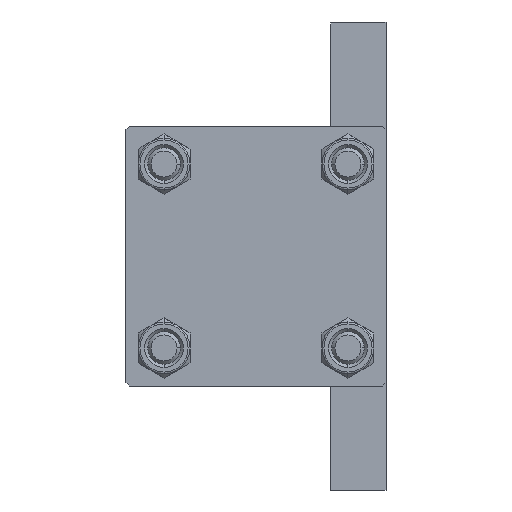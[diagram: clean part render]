
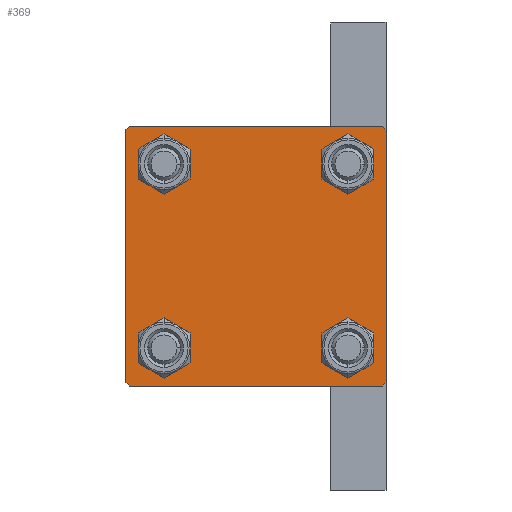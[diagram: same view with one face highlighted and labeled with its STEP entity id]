
A CAD part, left-side view. The second image highlights one B-rep face of the part: STEP entity #369.
In plain terms, the highlighted planar face has unit normal (-1, 0, 0).
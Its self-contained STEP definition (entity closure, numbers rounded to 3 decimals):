
#369 = ADVANCED_FACE ( 'NONE', ( #44591, #3986, #22024, #18887, #25397 ), #11688, .T. ) ;
#477 = EDGE_CURVE ( 'NONE', #20840, #44069, #8803, .T. ) ;
#1045 = AXIS2_PLACEMENT_3D ( 'NONE', #20703, #32502, #46205 ) ;
#1843 = CARTESIAN_POINT ( 'NONE',  ( 0., -14.15, -11.15 ) ) ;
#2098 = ORIENTED_EDGE ( 'NONE', *, *, #16238, .T. ) ;
#2175 = EDGE_CURVE ( 'NONE', #13105, #43760, #21328, .T. ) ;
#3154 = CIRCLE ( 'NONE', #1045, 3. ) ;
#3486 = DIRECTION ( 'NONE',  ( 0., 0.707, 0.707 ) ) ;
#3518 = ORIENTED_EDGE ( 'NONE', *, *, #9329, .T. ) ;
#3986 = FACE_BOUND ( 'NONE', #21733, .T. ) ;
#4046 = CARTESIAN_POINT ( 'NONE',  ( 0., 19.5, 20. ) ) ;
#5224 = DIRECTION ( 'NONE',  ( 1., 0., 0. ) ) ;
#5987 = DIRECTION ( 'NONE',  ( 0., 0., -1. ) ) ;
#6441 = VERTEX_POINT ( 'NONE', #16636 ) ;
#6501 = EDGE_CURVE ( 'NONE', #27465, #44810, #3154, .T. ) ;
#6978 = DIRECTION ( 'NONE',  ( 1., 0., 0. ) ) ;
#8360 = ORIENTED_EDGE ( 'NONE', *, *, #31394, .T. ) ;
#8400 = ORIENTED_EDGE ( 'NONE', *, *, #477, .F. ) ;
#8480 = DIRECTION ( 'NONE',  ( 1., 0., 0. ) ) ;
#8803 = LINE ( 'NONE', #19835, #30421 ) ;
#8930 = VECTOR ( 'NONE', #10567, 1000. ) ;
#9250 = CIRCLE ( 'NONE', #15370, 3. ) ;
#9329 = EDGE_CURVE ( 'NONE', #6441, #44069, #21751, .T. ) ;
#9625 = CARTESIAN_POINT ( 'NONE',  ( 0., 19.5, -20. ) ) ;
#9714 = VECTOR ( 'NONE', #20799, 1000. ) ;
#9740 = LINE ( 'NONE', #46742, #14771 ) ;
#10426 = CARTESIAN_POINT ( 'NONE',  ( 0., -14.15, -14.15 ) ) ;
#10512 = VERTEX_POINT ( 'NONE', #43067 ) ;
#10567 = DIRECTION ( 'NONE',  ( 0., -0.707, 0.707 ) ) ;
#10707 = ORIENTED_EDGE ( 'NONE', *, *, #35671, .F. ) ;
#10796 = ORIENTED_EDGE ( 'NONE', *, *, #22067, .T. ) ;
#10803 = LINE ( 'NONE', #14420, #8930 ) ;
#10956 = VECTOR ( 'NONE', #23976, 1000. ) ;
#11144 = DIRECTION ( 'NONE',  ( 0., 0., 1. ) ) ;
#11574 = VECTOR ( 'NONE', #5987, 1000. ) ;
#11592 = VERTEX_POINT ( 'NONE', #9625 ) ;
#11688 = PLANE ( 'NONE',  #21223 ) ;
#12671 = VERTEX_POINT ( 'NONE', #41844 ) ;
#13088 = EDGE_LOOP ( 'NONE', ( #20246, #40795 ) ) ;
#13105 = VERTEX_POINT ( 'NONE', #38947 ) ;
#13177 = CARTESIAN_POINT ( 'NONE',  ( 0., 20., -20. ) ) ;
#13194 = CIRCLE ( 'NONE', #24709, 3. ) ;
#13444 = CARTESIAN_POINT ( 'NONE',  ( 0., 20., 20. ) ) ;
#13508 = DIRECTION ( 'NONE',  ( 0., 0., 1. ) ) ;
#14040 = DIRECTION ( 'NONE',  ( 1., 0., 0. ) ) ;
#14182 = VECTOR ( 'NONE', #3486, 1000. ) ;
#14264 = LINE ( 'NONE', #25309, #20826 ) ;
#14368 = EDGE_CURVE ( 'NONE', #21151, #12671, #46131, .T. ) ;
#14420 = CARTESIAN_POINT ( 'NONE',  ( 0., -19.75, -19.75 ) ) ;
#14520 = CARTESIAN_POINT ( 'NONE',  ( 0., -14.15, 11.15 ) ) ;
#14771 = VECTOR ( 'NONE', #16939, 1000. ) ;
#14877 = CARTESIAN_POINT ( 'NONE',  ( 0., -19.5, -20. ) ) ;
#15103 = VERTEX_POINT ( 'NONE', #14520 ) ;
#15370 = AXIS2_PLACEMENT_3D ( 'NONE', #21656, #36318, #13508 ) ;
#16028 = VERTEX_POINT ( 'NONE', #28206 ) ;
#16238 = EDGE_CURVE ( 'NONE', #12671, #11592, #14264, .T. ) ;
#16636 = CARTESIAN_POINT ( 'NONE',  ( 0., -20., 19.5 ) ) ;
#16939 = DIRECTION ( 'NONE',  ( 0., 0.707, -0.707 ) ) ;
#17020 = CIRCLE ( 'NONE', #33902, 3. ) ;
#17044 = EDGE_CURVE ( 'NONE', #35073, #10512, #17020, .T. ) ;
#17182 = EDGE_CURVE ( 'NONE', #15103, #42971, #13194, .T. ) ;
#18251 = AXIS2_PLACEMENT_3D ( 'NONE', #23251, #5224, #45848 ) ;
#18587 = DIRECTION ( 'NONE',  ( 1., 0., 0. ) ) ;
#18846 = CARTESIAN_POINT ( 'NONE',  ( 0., -19.75, 19.75 ) ) ;
#18887 = FACE_BOUND ( 'NONE', #13088, .T. ) ;
#19779 = ORIENTED_EDGE ( 'NONE', *, *, #30164, .T. ) ;
#19835 = CARTESIAN_POINT ( 'NONE',  ( 0., 20., 20. ) ) ;
#20246 = ORIENTED_EDGE ( 'NONE', *, *, #39294, .T. ) ;
#20703 = CARTESIAN_POINT ( 'NONE',  ( 0., 14.15, -14.15 ) ) ;
#20799 = DIRECTION ( 'NONE',  ( 0., 0., -1. ) ) ;
#20826 = VECTOR ( 'NONE', #39960, 1000. ) ;
#20840 = VERTEX_POINT ( 'NONE', #4046 ) ;
#21151 = VERTEX_POINT ( 'NONE', #23152 ) ;
#21223 = AXIS2_PLACEMENT_3D ( 'NONE', #22252, #36909, #32862 ) ;
#21328 = CIRCLE ( 'NONE', #18251, 3. ) ;
#21656 = CARTESIAN_POINT ( 'NONE',  ( 0., -14.15, -14.15 ) ) ;
#21733 = EDGE_LOOP ( 'NONE', ( #32017, #43435 ) ) ;
#21751 = LINE ( 'NONE', #18846, #14182 ) ;
#21995 = ORIENTED_EDGE ( 'NONE', *, *, #17182, .T. ) ;
#22024 = FACE_BOUND ( 'NONE', #33341, .T. ) ;
#22067 = EDGE_CURVE ( 'NONE', #20840, #21151, #9740, .T. ) ;
#22252 = CARTESIAN_POINT ( 'NONE',  ( 0., 0., 0. ) ) ;
#22729 = EDGE_CURVE ( 'NONE', #11592, #45725, #31686, .T. ) ;
#23152 = CARTESIAN_POINT ( 'NONE',  ( 0., 20., 19.5 ) ) ;
#23251 = CARTESIAN_POINT ( 'NONE',  ( 0., 14.15, 14.15 ) ) ;
#23976 = DIRECTION ( 'NONE',  ( 0., -1., 0. ) ) ;
#24460 = EDGE_LOOP ( 'NONE', ( #44999, #2098, #41054, #8360, #10707, #3518, #8400, #10796 ) ) ;
#24709 = AXIS2_PLACEMENT_3D ( 'NONE', #29630, #8480, #44510 ) ;
#25003 = CARTESIAN_POINT ( 'NONE',  ( 0., 14.15, 14.15 ) ) ;
#25191 = CARTESIAN_POINT ( 'NONE',  ( 0., -14.15, 17.15 ) ) ;
#25309 = CARTESIAN_POINT ( 'NONE',  ( 0., 19.75, -19.75 ) ) ;
#25318 = DIRECTION ( 'NONE',  ( 0., 0., 1. ) ) ;
#25397 = FACE_OUTER_BOUND ( 'NONE', #24460, .T. ) ;
#26569 = DIRECTION ( 'NONE',  ( 0., -1., 0. ) ) ;
#27169 = DIRECTION ( 'NONE',  ( 0., 0., 1. ) ) ;
#27465 = VERTEX_POINT ( 'NONE', #41440 ) ;
#27986 = CARTESIAN_POINT ( 'NONE',  ( 0., 14.15, -17.15 ) ) ;
#28206 = CARTESIAN_POINT ( 'NONE',  ( 0., -20., -19.5 ) ) ;
#28855 = AXIS2_PLACEMENT_3D ( 'NONE', #32794, #18587, #11144 ) ;
#29630 = CARTESIAN_POINT ( 'NONE',  ( 0., -14.15, 14.15 ) ) ;
#30164 = EDGE_CURVE ( 'NONE', #42971, #15103, #33450, .T. ) ;
#30421 = VECTOR ( 'NONE', #26569, 1000. ) ;
#31394 = EDGE_CURVE ( 'NONE', #45725, #16028, #10803, .T. ) ;
#31686 = LINE ( 'NONE', #13177, #10956 ) ;
#31838 = CARTESIAN_POINT ( 'NONE',  ( 0., -19.5, 20. ) ) ;
#32017 = ORIENTED_EDGE ( 'NONE', *, *, #17044, .T. ) ;
#32176 = CIRCLE ( 'NONE', #33691, 3. ) ;
#32291 = EDGE_CURVE ( 'NONE', #44810, #27465, #44241, .T. ) ;
#32502 = DIRECTION ( 'NONE',  ( 1., 0., 0. ) ) ;
#32794 = CARTESIAN_POINT ( 'NONE',  ( 0., -14.15, 14.15 ) ) ;
#32862 = DIRECTION ( 'NONE',  ( 0., 0., 1. ) ) ;
#33341 = EDGE_LOOP ( 'NONE', ( #38615, #40962 ) ) ;
#33450 = CIRCLE ( 'NONE', #28855, 3. ) ;
#33691 = AXIS2_PLACEMENT_3D ( 'NONE', #25003, #6978, #36527 ) ;
#33902 = AXIS2_PLACEMENT_3D ( 'NONE', #10426, #14040, #25318 ) ;
#34613 = DIRECTION ( 'NONE',  ( 1., 0., 0. ) ) ;
#34841 = EDGE_LOOP ( 'NONE', ( #19779, #21995 ) ) ;
#35073 = VERTEX_POINT ( 'NONE', #1843 ) ;
#35241 = CARTESIAN_POINT ( 'NONE',  ( 0., 14.15, 17.15 ) ) ;
#35671 = EDGE_CURVE ( 'NONE', #6441, #16028, #39299, .T. ) ;
#35821 = AXIS2_PLACEMENT_3D ( 'NONE', #45448, #34613, #27169 ) ;
#36318 = DIRECTION ( 'NONE',  ( 1., 0., 0. ) ) ;
#36527 = DIRECTION ( 'NONE',  ( 0., 0., 1. ) ) ;
#36909 = DIRECTION ( 'NONE',  ( -1., 0., 0. ) ) ;
#38615 = ORIENTED_EDGE ( 'NONE', *, *, #6501, .T. ) ;
#38947 = CARTESIAN_POINT ( 'NONE',  ( 0., 14.15, 11.15 ) ) ;
#39294 = EDGE_CURVE ( 'NONE', #43760, #13105, #32176, .T. ) ;
#39299 = LINE ( 'NONE', #39534, #9714 ) ;
#39534 = CARTESIAN_POINT ( 'NONE',  ( 0., -20., 20. ) ) ;
#39960 = DIRECTION ( 'NONE',  ( 0., -0.707, -0.707 ) ) ;
#40795 = ORIENTED_EDGE ( 'NONE', *, *, #2175, .T. ) ;
#40962 = ORIENTED_EDGE ( 'NONE', *, *, #32291, .T. ) ;
#41054 = ORIENTED_EDGE ( 'NONE', *, *, #22729, .T. ) ;
#41440 = CARTESIAN_POINT ( 'NONE',  ( 0., 14.15, -11.15 ) ) ;
#41844 = CARTESIAN_POINT ( 'NONE',  ( 0., 20., -19.5 ) ) ;
#42971 = VERTEX_POINT ( 'NONE', #25191 ) ;
#43067 = CARTESIAN_POINT ( 'NONE',  ( 0., -14.15, -17.15 ) ) ;
#43435 = ORIENTED_EDGE ( 'NONE', *, *, #44367, .T. ) ;
#43760 = VERTEX_POINT ( 'NONE', #35241 ) ;
#44069 = VERTEX_POINT ( 'NONE', #31838 ) ;
#44241 = CIRCLE ( 'NONE', #35821, 3. ) ;
#44367 = EDGE_CURVE ( 'NONE', #10512, #35073, #9250, .T. ) ;
#44510 = DIRECTION ( 'NONE',  ( 0., 0., 1. ) ) ;
#44591 = FACE_BOUND ( 'NONE', #34841, .T. ) ;
#44810 = VERTEX_POINT ( 'NONE', #27986 ) ;
#44999 = ORIENTED_EDGE ( 'NONE', *, *, #14368, .T. ) ;
#45448 = CARTESIAN_POINT ( 'NONE',  ( 0., 14.15, -14.15 ) ) ;
#45725 = VERTEX_POINT ( 'NONE', #14877 ) ;
#45848 = DIRECTION ( 'NONE',  ( 0., 0., 1. ) ) ;
#46131 = LINE ( 'NONE', #13444, #11574 ) ;
#46205 = DIRECTION ( 'NONE',  ( 0., 0., 1. ) ) ;
#46742 = CARTESIAN_POINT ( 'NONE',  ( 0., 19.75, 19.75 ) ) ;
